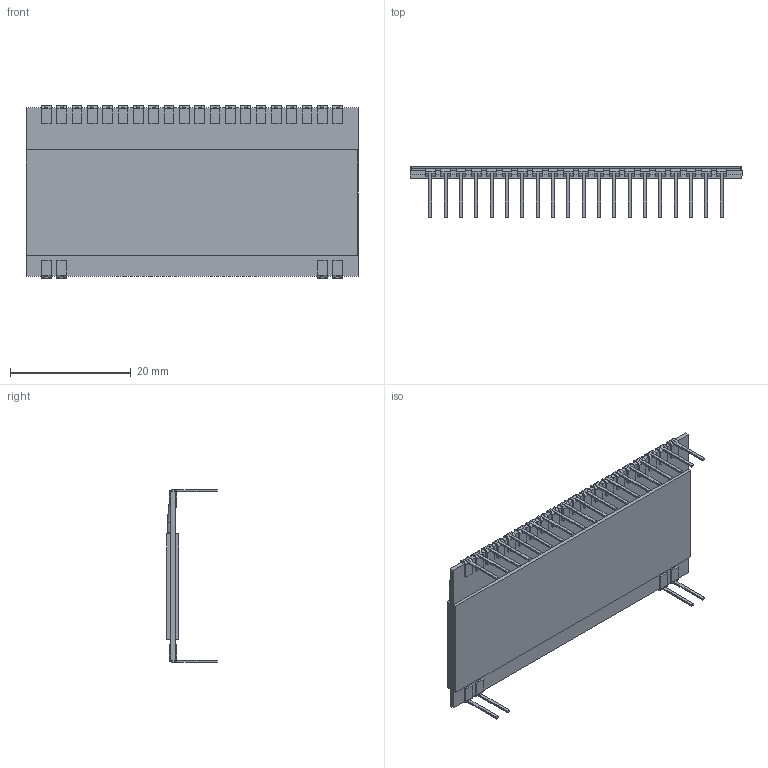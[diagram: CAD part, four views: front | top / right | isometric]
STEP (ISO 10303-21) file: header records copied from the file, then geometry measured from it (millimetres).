
FILE_DESCRIPTION(/* description */ ('Alibre Inc.'),/* implementation_level */ '2;1');
FILE_NAME(/* name */ 'export0',/* time_stamp */ '2017-09-17T21:54:54+02:00',/* author */ (''),/* organization */ (''),/* preprocessor_version */ 'ST-DEVELOPER v14',/* originating_system */ 'Alibre',/* authorisation */ '');
FILE_SCHEMA (('AUTOMOTIVE_DESIGN'));
Length unit declared in the file: centimetre
Bounding box: 55 x 8.4 x 28.54 mm (x, y, z)
Volume: 2550.8 mm3; surface area: 8635.5 mm2
Topology: 28 solids, 28 shells, 413 faces, 1069 edges, 712 vertices
Faces by surface type: plane 361, cylinder 52
Entity records: 1647 total; most frequent: DIRECTION 279, CARTESIAN_POINT 271, ORIENTED_EDGE 206, AXIS2_PLACEMENT_3D 115, EDGE_CURVE 103, VECTOR 88, LINE 88, VERTEX_POINT 68
